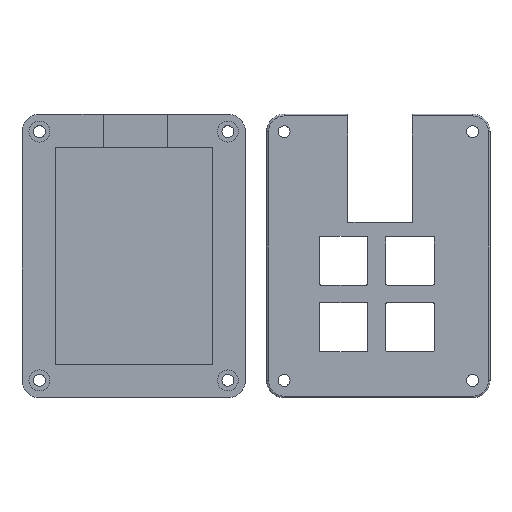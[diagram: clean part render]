
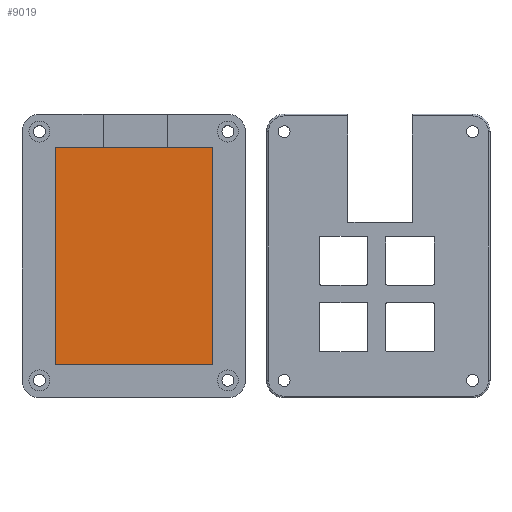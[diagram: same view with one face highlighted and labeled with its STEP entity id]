
A CAD part, top view. The second image highlights one B-rep face of the part: STEP entity #9019.
In plain terms, the highlighted planar face has unit normal (0, 0, 1).
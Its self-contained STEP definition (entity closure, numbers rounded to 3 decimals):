
#952=PLANE('',#9574);
#1139=FACE_OUTER_BOUND('',#1658,.T.);
#1658=EDGE_LOOP('',(#6244,#6245,#6246,#6247));
#2219=LINE('',#11378,#2970);
#2221=LINE('',#11383,#2972);
#2222=LINE('',#11384,#2973);
#2223=LINE('',#11385,#2974);
#2970=VECTOR('',#9993,10.);
#2972=VECTOR('',#9997,10.);
#2973=VECTOR('',#9998,10.);
#2974=VECTOR('',#9999,10.);
#3823=VERTEX_POINT('',#11375);
#3824=VERTEX_POINT('',#11377);
#3825=VERTEX_POINT('',#11381);
#3826=VERTEX_POINT('',#11382);
#4781=EDGE_CURVE('',#3823,#3824,#2219,.T.);
#4783=EDGE_CURVE('',#3825,#3826,#2221,.T.);
#4784=EDGE_CURVE('',#3824,#3825,#2222,.T.);
#4785=EDGE_CURVE('',#3826,#3823,#2223,.T.);
#6244=ORIENTED_EDGE('',*,*,#4783,.F.);
#6245=ORIENTED_EDGE('',*,*,#4784,.F.);
#6246=ORIENTED_EDGE('',*,*,#4781,.F.);
#6247=ORIENTED_EDGE('',*,*,#4785,.F.);
#9019=ADVANCED_FACE('',(#1139),#952,.T.);
#9574=AXIS2_PLACEMENT_3D('',#11380,#9995,#9996);
#9993=DIRECTION('',(1.,0.,0.));
#9995=DIRECTION('center_axis',(0.,0.,1.));
#9996=DIRECTION('ref_axis',(1.,0.,0.));
#9997=DIRECTION('',(-1.,0.,0.));
#9998=DIRECTION('',(0.,-1.,0.));
#9999=DIRECTION('',(0.,1.,0.));
#11375=CARTESIAN_POINT('',(-18.113,34.7,3.));
#11377=CARTESIAN_POINT('',(26.887,34.7,3.));
#11378=CARTESIAN_POINT('',(-6.863,34.7,3.));
#11380=CARTESIAN_POINT('Origin',(4.387,3.55,3.));
#11381=CARTESIAN_POINT('',(26.887,-27.6,3.));
#11382=CARTESIAN_POINT('',(-18.113,-27.6,3.));
#11383=CARTESIAN_POINT('',(15.637,-27.6,3.));
#11384=CARTESIAN_POINT('',(26.887,19.125,3.));
#11385=CARTESIAN_POINT('',(-18.113,-12.025,3.));
